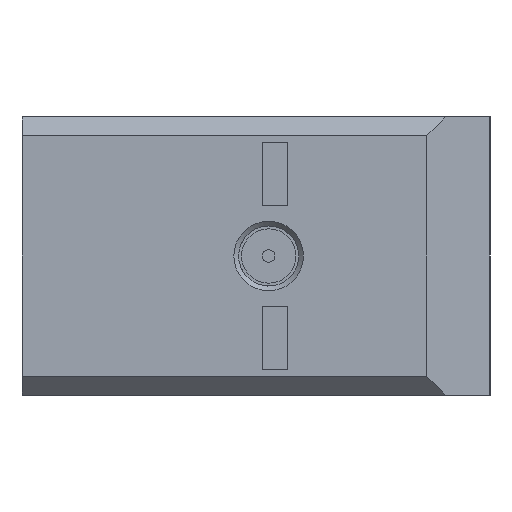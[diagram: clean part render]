
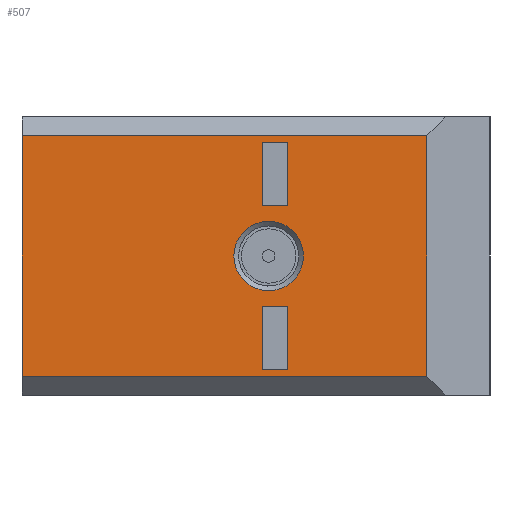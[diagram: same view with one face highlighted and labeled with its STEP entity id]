
A CAD part, left-side view. The second image highlights one B-rep face of the part: STEP entity #507.
In plain terms, the highlighted planar face has unit normal (-1, 0, 0).
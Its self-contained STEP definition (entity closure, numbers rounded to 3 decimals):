
#507=ADVANCED_FACE('',(#5187,#5189,#5191,#5193),#5195,.F.);
#5187=FACE_BOUND('',#5188,.T.);
#5188=EDGE_LOOP('',(#13368,#13369,#13370,#13371));
#5189=FACE_BOUND('',#5190,.T.);
#5190=EDGE_LOOP('',(#13372));
#5191=FACE_BOUND('',#5192,.T.);
#5192=EDGE_LOOP('',(#13373,#13374,#13375,#13376));
#5193=FACE_BOUND('',#5194,.T.);
#5194=EDGE_LOOP('',(#13377,#13378,#13379,#13380));
#5195=PLANE('',#5196);
#5196=AXIS2_PLACEMENT_3D('',#5197,#5198,#5199);
#5197=CARTESIAN_POINT('',(-13.2,-3.701,1.85));
#5198=DIRECTION('',(1.,0.,-0.));
#5199=DIRECTION('',(-0.,0.,-1.));
#13368=ORIENTED_EDGE('',*,*,#15572,.T.);
#13369=ORIENTED_EDGE('',*,*,#15969,.T.);
#13370=ORIENTED_EDGE('',*,*,#15970,.T.);
#13371=ORIENTED_EDGE('',*,*,#15971,.T.);
#13372=ORIENTED_EDGE('',*,*,#15520,.F.);
#13373=ORIENTED_EDGE('',*,*,#15939,.F.);
#13374=ORIENTED_EDGE('',*,*,#15972,.F.);
#13375=ORIENTED_EDGE('',*,*,#15952,.T.);
#13376=ORIENTED_EDGE('',*,*,#15973,.T.);
#13377=ORIENTED_EDGE('',*,*,#15974,.F.);
#13378=ORIENTED_EDGE('',*,*,#15935,.T.);
#13379=ORIENTED_EDGE('',*,*,#15975,.T.);
#13380=ORIENTED_EDGE('',*,*,#15948,.F.);
#15520=EDGE_CURVE('',#16871,#16871,#16872,.T.);
#15572=EDGE_CURVE('',#16968,#16966,#16969,.T.);
#15935=EDGE_CURVE('',#17687,#17689,#17691,.T.);
#15939=EDGE_CURVE('',#17694,#17696,#17697,.T.);
#15948=EDGE_CURVE('',#17705,#17707,#17708,.T.);
#15952=EDGE_CURVE('',#17710,#17712,#17714,.T.);
#15969=EDGE_CURVE('',#16966,#17743,#17744,.T.);
#15970=EDGE_CURVE('',#17743,#17745,#17746,.T.);
#15971=EDGE_CURVE('',#17745,#16968,#17747,.T.);
#15972=EDGE_CURVE('',#17710,#17694,#17748,.T.);
#15973=EDGE_CURVE('',#17712,#17696,#17749,.T.);
#15974=EDGE_CURVE('',#17687,#17705,#17750,.T.);
#15975=EDGE_CURVE('',#17689,#17707,#17751,.T.);
#16871=VERTEX_POINT('',#19356);
#16872=CIRCLE('',#19357,0.55);
#16966=VERTEX_POINT('',#19579);
#16968=VERTEX_POINT('',#19583);
#16969=LINE('',#19584,#19585);
#17687=VERTEX_POINT('',#25653);
#17689=VERTEX_POINT('',#25657);
#17691=LINE('',#25661,#25662);
#17694=VERTEX_POINT('',#25670);
#17696=VERTEX_POINT('',#25674);
#17697=LINE('',#25675,#25676);
#17705=VERTEX_POINT('',#25699);
#17707=VERTEX_POINT('',#25703);
#17708=LINE('',#25704,#25705);
#17710=VERTEX_POINT('',#25710);
#17712=VERTEX_POINT('',#25714);
#17714=LINE('',#25718,#25719);
#17743=VERTEX_POINT('',#25785);
#17744=LINE('',#25786,#25787);
#17745=VERTEX_POINT('',#25789);
#17746=LINE('',#25790,#25791);
#17747=LINE('',#25793,#25794);
#17748=LINE('',#25796,#25797);
#17749=LINE('',#25799,#25800);
#17750=LINE('',#25802,#25803);
#17751=LINE('',#25805,#25806);
#19356=CARTESIAN_POINT('',(-13.2,-0.2,0.6));
#19357=AXIS2_PLACEMENT_3D('',#19358,#19359,#19360);
#19358=CARTESIAN_POINT('',(-13.2,-0.2,0.05));
#19359=DIRECTION('',(-1.,-0.,0.));
#19360=DIRECTION('',(0.,0.,-1.));
#19579=CARTESIAN_POINT('',(-13.2,3.7,-1.85));
#19583=CARTESIAN_POINT('',(-13.2,3.7,1.95));
#19584=CARTESIAN_POINT('',(-13.2,3.7,1.95));
#19585=VECTOR('',#19586,1.);
#19586=DIRECTION('',(0.,0.,-1.));
#25653=CARTESIAN_POINT('',(-13.2,-0.5,-1.75));
#25657=CARTESIAN_POINT('',(-13.2,-0.1,-1.75));
#25661=CARTESIAN_POINT('',(-13.2,-0.5,-1.75));
#25662=VECTOR('',#25663,1.);
#25663=DIRECTION('',(0.,1.,0.));
#25670=CARTESIAN_POINT('',(-13.2,-0.5,1.85));
#25674=CARTESIAN_POINT('',(-13.2,-0.1,1.85));
#25675=CARTESIAN_POINT('',(-13.2,-0.5,1.85));
#25676=VECTOR('',#25677,1.);
#25677=DIRECTION('',(0.,1.,0.));
#25699=CARTESIAN_POINT('',(-13.2,-0.5,-0.75));
#25703=CARTESIAN_POINT('',(-13.2,-0.1,-0.75));
#25704=CARTESIAN_POINT('',(-13.2,-0.5,-0.75));
#25705=VECTOR('',#25706,1.);
#25706=DIRECTION('',(0.,1.,0.));
#25710=CARTESIAN_POINT('',(-13.2,-0.5,0.85));
#25714=CARTESIAN_POINT('',(-13.2,-0.1,0.85));
#25718=CARTESIAN_POINT('',(-13.2,-0.5,0.85));
#25719=VECTOR('',#25720,1.);
#25720=DIRECTION('',(0.,1.,0.));
#25785=CARTESIAN_POINT('',(-13.2,-2.7,-1.85));
#25786=CARTESIAN_POINT('',(-13.2,3.7,-1.85));
#25787=VECTOR('',#25788,1.);
#25788=DIRECTION('',(0.,-1.,0.));
#25789=CARTESIAN_POINT('',(-13.2,-2.7,1.95));
#25790=CARTESIAN_POINT('',(-13.2,-2.7,-1.85));
#25791=VECTOR('',#25792,1.);
#25792=DIRECTION('',(0.,0.,1.));
#25793=CARTESIAN_POINT('',(-13.2,-2.7,1.95));
#25794=VECTOR('',#25795,1.);
#25795=DIRECTION('',(0.,1.,0.));
#25796=CARTESIAN_POINT('',(-13.2,-0.5,0.85));
#25797=VECTOR('',#25798,1.);
#25798=DIRECTION('',(0.,0.,1.));
#25799=CARTESIAN_POINT('',(-13.2,-0.1,0.85));
#25800=VECTOR('',#25801,1.);
#25801=DIRECTION('',(0.,0.,1.));
#25802=CARTESIAN_POINT('',(-13.2,-0.5,-1.75));
#25803=VECTOR('',#25804,1.);
#25804=DIRECTION('',(0.,0.,1.));
#25805=CARTESIAN_POINT('',(-13.2,-0.1,-1.75));
#25806=VECTOR('',#25807,1.);
#25807=DIRECTION('',(0.,0.,1.));
